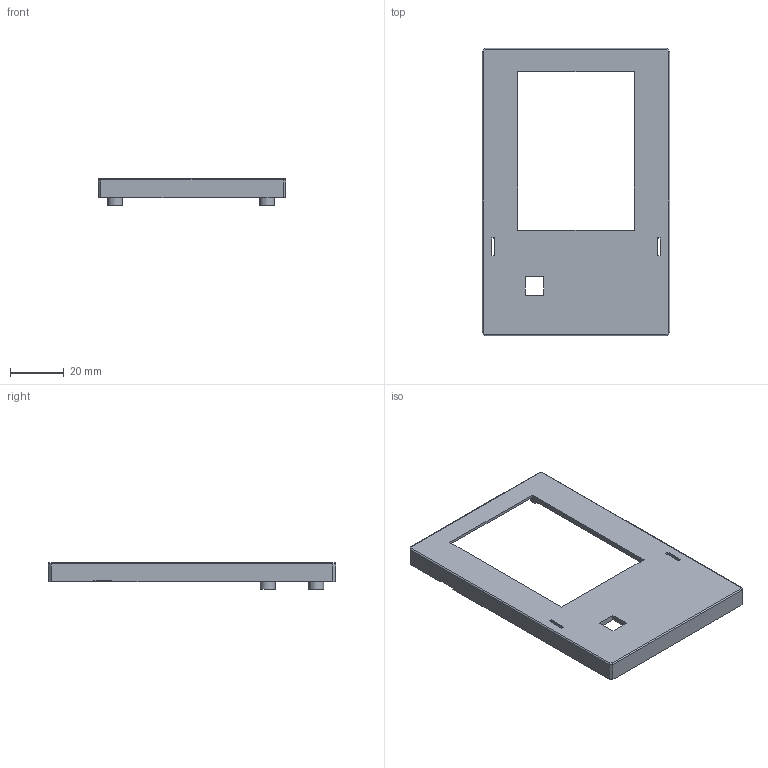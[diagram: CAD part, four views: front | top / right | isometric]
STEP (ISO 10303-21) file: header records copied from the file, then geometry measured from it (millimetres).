
FILE_DESCRIPTION(('FreeCAD Model'),'2;1');
FILE_NAME('Open CASCADE Shape Model','2025-06-19T17:01:24',(''),(''), 'Open CASCADE STEP processor 7.8','FreeCAD','Unknown');
FILE_SCHEMA(('AUTOMOTIVE_DESIGN { 1 0 10303 214 1 1 1 1 }'));
Length unit declared in the file: millimetre
Products named in the file (1): top
Bounding box: 70 x 107 x 10 mm (x, y, z)
Volume: 12343.6 mm3; surface area: 15101.8 mm2
Topology: 1 solids, 1 shells, 92 faces, 218 edges, 142 vertices
Faces by surface type: plane 65, cylinder 25, cone 2
Full cylindrical faces by diameter (mm): 1.9 x7, 4 x4, 5.5 x3
Entity records: 2668 total; most frequent: CARTESIAN_POINT 453, DIRECTION 452, ORIENTED_EDGE 436, EDGE_CURVE 218, LINE 170, VECTOR 170, VERTEX_POINT 142, AXIS2_PLACEMENT_3D 141
